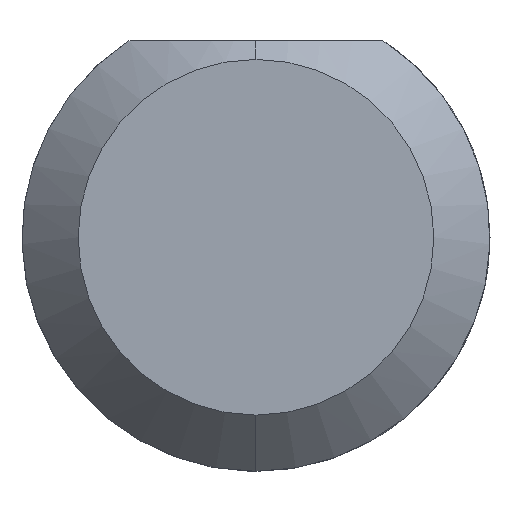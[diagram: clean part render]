
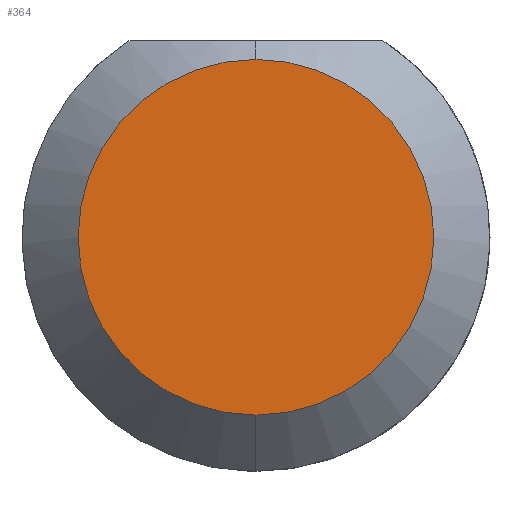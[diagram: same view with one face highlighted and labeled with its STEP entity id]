
A CAD part, left-side view. The second image highlights one B-rep face of the part: STEP entity #364.
In plain terms, the highlighted planar face has unit normal (-1, 0, 0).
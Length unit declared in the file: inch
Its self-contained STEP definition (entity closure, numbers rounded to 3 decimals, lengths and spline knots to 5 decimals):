
#2 = CARTESIAN_POINT ( 'NONE',  ( 0., 0., 0.0475 ) ) ;
#15 = DIRECTION ( 'NONE',  ( 0., 0., 1. ) ) ;
#26 = PLANE ( 'NONE',  #687 ) ;
#72 = CARTESIAN_POINT ( 'NONE',  ( 0., 0., 0. ) ) ;
#183 = ORIENTED_EDGE ( 'NONE', *, *, #715, .T. ) ;
#204 = VERTEX_POINT ( 'NONE', #2 ) ;
#235 = CARTESIAN_POINT ( 'NONE',  ( 0., 0., 0. ) ) ;
#279 = AXIS2_PLACEMENT_3D ( 'NONE', #353, #361, #424 ) ;
#325 = EDGE_LOOP ( 'NONE', ( #682, #183 ) ) ;
#353 = CARTESIAN_POINT ( 'NONE',  ( 0., 0., 0. ) ) ;
#355 = AXIS2_PLACEMENT_3D ( 'NONE', #72, #512, #15 ) ;
#361 = DIRECTION ( 'NONE',  ( -1., 0., 0. ) ) ;
#364 = ADVANCED_FACE ( 'NONE', ( #688 ), #26, .F. ) ;
#409 = EDGE_CURVE ( 'NONE', #689, #204, #530, .T. ) ;
#424 = DIRECTION ( 'NONE',  ( 0., 0., 1. ) ) ;
#469 = DIRECTION ( 'NONE',  ( 0., 0., -1. ) ) ;
#486 = CIRCLE ( 'NONE', #355, 0.0475 ) ;
#512 = DIRECTION ( 'NONE',  ( -1., 0., 0. ) ) ;
#530 = CIRCLE ( 'NONE', #279, 0.0475 ) ;
#569 = CARTESIAN_POINT ( 'NONE',  ( 0., 0., -0.0475 ) ) ;
#636 = DIRECTION ( 'NONE',  ( 1., 0., 0. ) ) ;
#682 = ORIENTED_EDGE ( 'NONE', *, *, #409, .T. ) ;
#687 = AXIS2_PLACEMENT_3D ( 'NONE', #235, #636, #469 ) ;
#688 = FACE_OUTER_BOUND ( 'NONE', #325, .T. ) ;
#689 = VERTEX_POINT ( 'NONE', #569 ) ;
#715 = EDGE_CURVE ( 'NONE', #204, #689, #486, .T. ) ;
